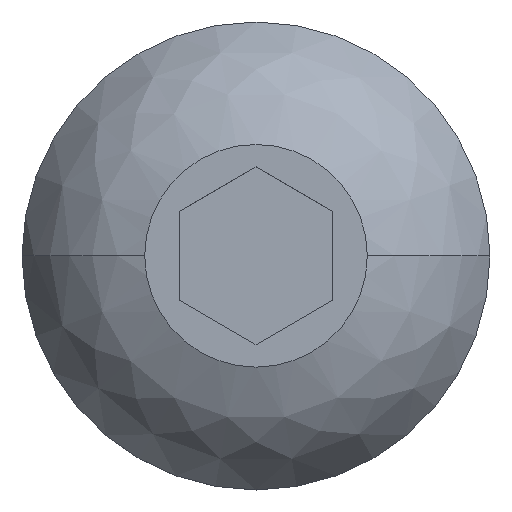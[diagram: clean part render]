
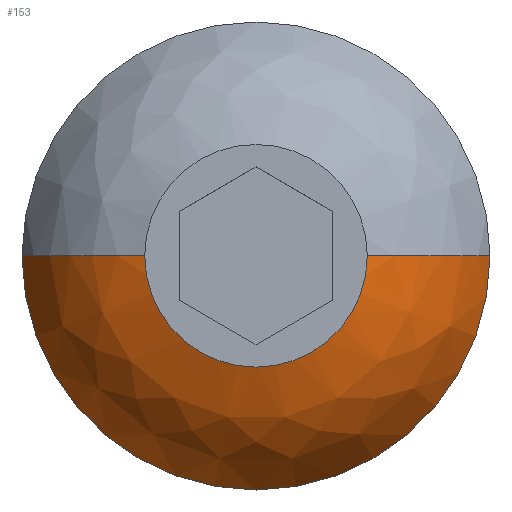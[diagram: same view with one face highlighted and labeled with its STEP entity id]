
A CAD part, top view. The second image highlights one B-rep face of the part: STEP entity #153.
In plain terms, the highlighted face is a revolution surface.
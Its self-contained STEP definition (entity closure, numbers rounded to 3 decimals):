
#116 = VERTEX_POINT('',#117);
#117 = CARTESIAN_POINT('',(-3.8,0.,0.38));
#126 = VERTEX_POINT('',#127);
#127 = CARTESIAN_POINT('',(3.8,0.,0.38));
#153 = ADVANCED_FACE('',(#154),#188,.T.);
#154 = FACE_BOUND('',#155,.T.);
#155 = EDGE_LOOP('',(#156,#165,#174,#181));
#156 = ORIENTED_EDGE('',*,*,#157,.F.);
#157 = EDGE_CURVE('',#158,#126,#160,.T.);
#158 = VERTEX_POINT('',#159);
#159 = CARTESIAN_POINT('',(1.808,0.,2.2));
#160 = CIRCLE('',#161,2.913);
#161 = AXIS2_PLACEMENT_3D('',#162,#163,#164);
#162 = CARTESIAN_POINT('',(1.062,0.,
    -0.616));
#163 = DIRECTION('',(0.,1.,0.));
#164 = DIRECTION('',(1.,0.,0.));
#165 = ORIENTED_EDGE('',*,*,#166,.T.);
#166 = EDGE_CURVE('',#158,#167,#169,.T.);
#167 = VERTEX_POINT('',#168);
#168 = CARTESIAN_POINT('',(-1.808,0.,2.2));
#169 = CIRCLE('',#170,1.808);
#170 = AXIS2_PLACEMENT_3D('',#171,#172,#173);
#171 = CARTESIAN_POINT('',(0.,0.,2.2));
#172 = DIRECTION('',(0.,0.,-1.));
#173 = DIRECTION('',(-1.,0.,0.));
#174 = ORIENTED_EDGE('',*,*,#175,.F.);
#175 = EDGE_CURVE('',#116,#167,#176,.T.);
#176 = CIRCLE('',#177,2.913);
#177 = AXIS2_PLACEMENT_3D('',#178,#179,#180);
#178 = CARTESIAN_POINT('',(-1.062,0.,
    -0.616));
#179 = DIRECTION('',(0.,1.,0.));
#180 = DIRECTION('',(-1.,0.,0.));
#181 = ORIENTED_EDGE('',*,*,#182,.F.);
#182 = EDGE_CURVE('',#126,#116,#183,.T.);
#183 = CIRCLE('',#184,3.8);
#184 = AXIS2_PLACEMENT_3D('',#185,#186,#187);
#185 = CARTESIAN_POINT('',(0.,0.,0.38));
#186 = DIRECTION('',(0.,0.,-1.));
#187 = DIRECTION('',(-1.,0.,0.));
#188 = SURFACE_OF_REVOLUTION('',#189,#197);
#189 = B_SPLINE_CURVE_WITH_KNOTS('',6,(#190,#191,#192,#193,#194,#195,
    #196),.UNSPECIFIED.,.F.,.F.,(7,7),(4.971,5.934),
  .PIECEWISE_BEZIER_KNOTS.);
#190 = CARTESIAN_POINT('',(1.808,0.,2.2));
#191 = CARTESIAN_POINT('',(2.26,0.,2.08));
#192 = CARTESIAN_POINT('',(2.689,0.,1.874));
#193 = CARTESIAN_POINT('',(3.074,0.,1.585));
#194 = CARTESIAN_POINT('',(3.396,0.,1.228));
#195 = CARTESIAN_POINT('',(3.64,0.,0.819));
#196 = CARTESIAN_POINT('',(3.8,0.,0.38));
#197 = AXIS1_PLACEMENT('',#198,#199);
#198 = CARTESIAN_POINT('',(0.,0.,-0.616));
#199 = DIRECTION('',(0.,0.,-1.));
